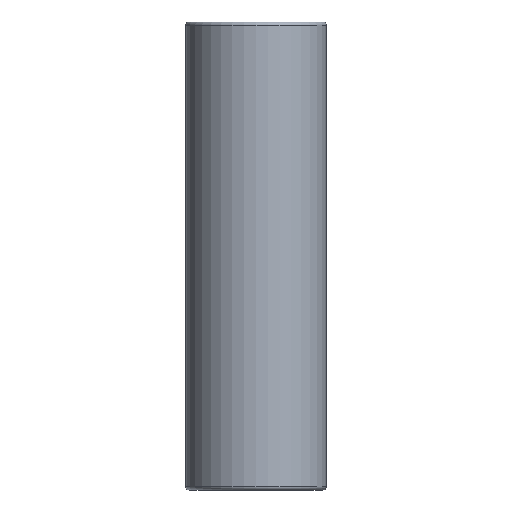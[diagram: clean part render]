
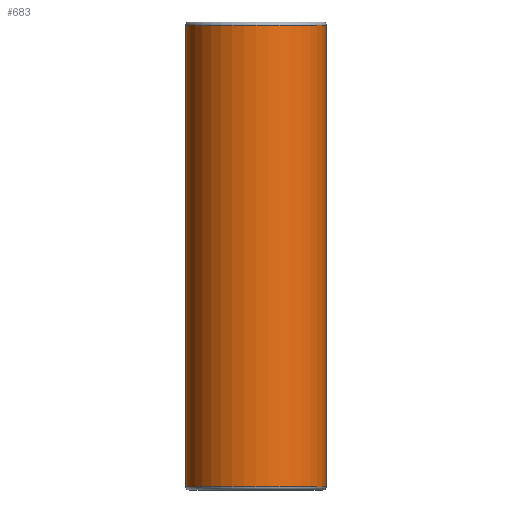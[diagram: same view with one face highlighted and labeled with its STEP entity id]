
A CAD part, front view. The second image highlights one B-rep face of the part: STEP entity #683.
In plain terms, the highlighted cylindrical face has radius 10.6 mm (diameter 21.2 mm), a full revolution.
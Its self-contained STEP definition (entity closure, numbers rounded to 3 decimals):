
#76=CYLINDRICAL_SURFACE('',#776,10.6);
#109=FACE_OUTER_BOUND('',#156,.T.);
#156=EDGE_LOOP('',(#574,#575,#576,#577));
#204=LINE('',#1324,#239);
#239=VECTOR('',#967,10.6);
#274=CIRCLE('',#773,10.6);
#277=CIRCLE('',#777,10.6);
#339=VERTEX_POINT('',#1316);
#341=VERTEX_POINT('',#1322);
#425=EDGE_CURVE('',#339,#339,#274,.T.);
#428=EDGE_CURVE('',#341,#341,#277,.T.);
#429=EDGE_CURVE('',#341,#339,#204,.T.);
#574=ORIENTED_EDGE('',*,*,#428,.F.);
#575=ORIENTED_EDGE('',*,*,#429,.T.);
#576=ORIENTED_EDGE('',*,*,#425,.F.);
#577=ORIENTED_EDGE('',*,*,#429,.F.);
#683=ADVANCED_FACE('',(#109),#76,.T.);
#773=AXIS2_PLACEMENT_3D('',#1317,#957,#958);
#776=AXIS2_PLACEMENT_3D('',#1321,#963,#964);
#777=AXIS2_PLACEMENT_3D('',#1323,#965,#966);
#957=DIRECTION('center_axis',(0.,0.,-1.));
#958=DIRECTION('ref_axis',(1.,0.,0.));
#963=DIRECTION('center_axis',(0.,0.,1.));
#964=DIRECTION('ref_axis',(1.,0.,0.));
#965=DIRECTION('center_axis',(0.,0.,1.));
#966=DIRECTION('ref_axis',(1.,0.,0.));
#967=DIRECTION('',(0.,0.,-1.));
#1316=CARTESIAN_POINT('',(9.4,25.,0.5));
#1317=CARTESIAN_POINT('Origin',(20.,25.,0.5));
#1321=CARTESIAN_POINT('Origin',(20.,25.,0.));
#1322=CARTESIAN_POINT('',(9.4,25.,70.1));
#1323=CARTESIAN_POINT('Origin',(20.,25.,70.1));
#1324=CARTESIAN_POINT('',(9.4,25.,0.));
